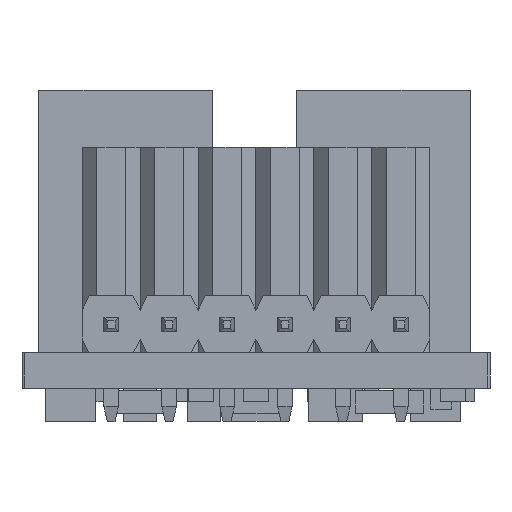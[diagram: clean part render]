
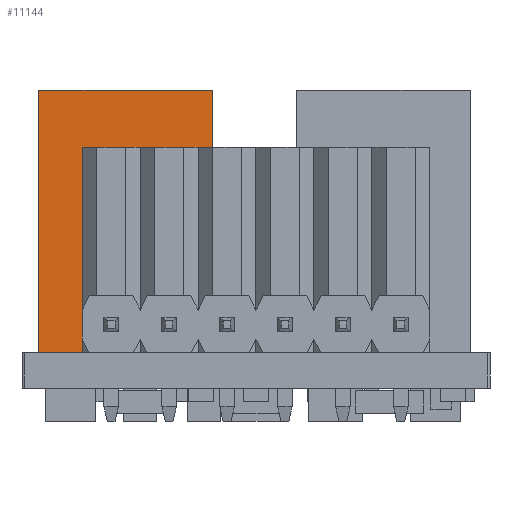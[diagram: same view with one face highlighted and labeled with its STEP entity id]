
A CAD part, left-side view. The second image highlights one B-rep face of the part: STEP entity #11144.
In plain terms, the highlighted planar face has unit normal (-1, 0, 0).
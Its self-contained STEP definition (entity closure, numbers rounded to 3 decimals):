
#11119 = VERTEX_POINT('',#11120);
#11120 = CARTESIAN_POINT('',(-7.014,-3.81,11.5));
#11126 = EDGE_CURVE('',#11127,#11119,#11129,.T.);
#11127 = VERTEX_POINT('',#11128);
#11128 = CARTESIAN_POINT('',(-7.014,-3.81,0.));
#11129 = LINE('',#11130,#11131);
#11130 = CARTESIAN_POINT('',(-7.014,-3.81,0.));
#11131 = VECTOR('',#11132,1.);
#11132 = DIRECTION('',(0.,0.,1.));
#11144 = ADVANCED_FACE('',(#11145),#11170,.T.);
#11145 = FACE_BOUND('',#11146,.T.);
#11146 = EDGE_LOOP('',(#11147,#11148,#11156,#11164));
#11147 = ORIENTED_EDGE('',*,*,#11126,.T.);
#11148 = ORIENTED_EDGE('',*,*,#11149,.T.);
#11149 = EDGE_CURVE('',#11119,#11150,#11152,.T.);
#11150 = VERTEX_POINT('',#11151);
#11151 = CARTESIAN_POINT('',(-7.014,3.81,11.5));
#11152 = LINE('',#11153,#11154);
#11153 = CARTESIAN_POINT('',(-7.014,-3.81,11.5));
#11154 = VECTOR('',#11155,1.);
#11155 = DIRECTION('',(0.,1.,0.));
#11156 = ORIENTED_EDGE('',*,*,#11157,.F.);
#11157 = EDGE_CURVE('',#11158,#11150,#11160,.T.);
#11158 = VERTEX_POINT('',#11159);
#11159 = CARTESIAN_POINT('',(-7.014,3.81,0.));
#11160 = LINE('',#11161,#11162);
#11161 = CARTESIAN_POINT('',(-7.014,3.81,0.));
#11162 = VECTOR('',#11163,1.);
#11163 = DIRECTION('',(0.,0.,1.));
#11164 = ORIENTED_EDGE('',*,*,#11165,.F.);
#11165 = EDGE_CURVE('',#11127,#11158,#11166,.T.);
#11166 = LINE('',#11167,#11168);
#11167 = CARTESIAN_POINT('',(-7.014,-3.81,0.));
#11168 = VECTOR('',#11169,1.);
#11169 = DIRECTION('',(0.,1.,0.));
#11170 = PLANE('',#11171);
#11171 = AXIS2_PLACEMENT_3D('',#11172,#11173,#11174);
#11172 = CARTESIAN_POINT('',(-7.014,-3.81,0.));
#11173 = DIRECTION('',(-1.,0.,0.));
#11174 = DIRECTION('',(0.,1.,0.));
